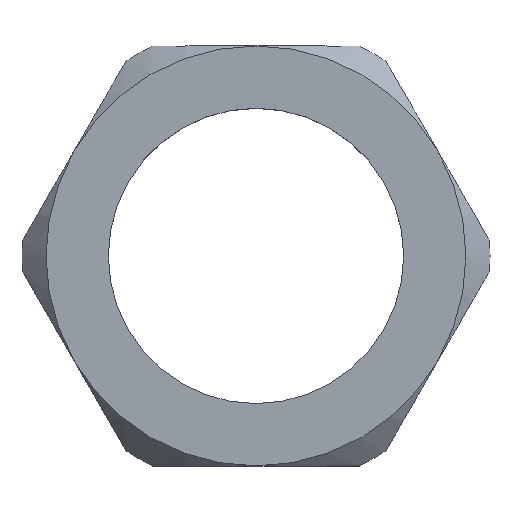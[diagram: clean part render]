
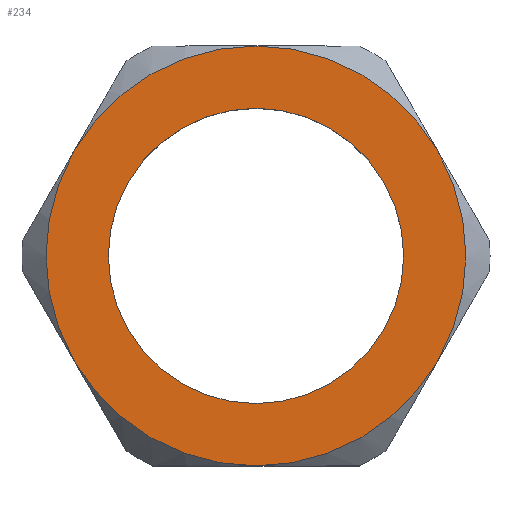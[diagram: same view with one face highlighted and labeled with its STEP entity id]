
A CAD part, top view. The second image highlights one B-rep face of the part: STEP entity #234.
In plain terms, the highlighted planar face has unit normal (0, 0, 1).
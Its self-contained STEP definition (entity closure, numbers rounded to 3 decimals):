
#1 = AXIS2_PLACEMENT_3D ( 'NONE', #460, #459, #458 ) ;
#31 = FACE_BOUND ( 'NONE', #761, .T. ) ;
#78 = FACE_OUTER_BOUND ( 'NONE', #765, .T. ) ;
#80 = AXIS2_PLACEMENT_3D ( 'NONE', #533, #526, #525 ) ;
#82 = AXIS2_PLACEMENT_3D ( 'NONE', #524, #523, #522 ) ;
#90 = AXIS2_PLACEMENT_3D ( 'NONE', #576, #575, #574 ) ;
#92 = AXIS2_PLACEMENT_3D ( 'NONE', #579, #578, #577 ) ;
#93 = AXIS2_PLACEMENT_3D ( 'NONE', #591, #587, #586 ) ;
#94 = AXIS2_PLACEMENT_3D ( 'NONE', #585, #584, #583 ) ;
#100 = AXIS2_PLACEMENT_3D ( 'NONE', #614, #613, #612 ) ;
#104 = AXIS2_PLACEMENT_3D ( 'NONE', #582, #581, #580 ) ;
#107 = AXIS2_PLACEMENT_3D ( 'NONE', #594, #593, #592 ) ;
#133 = CARTESIAN_POINT ( 'NONE',  ( 12.99, 7.5, 6. ) ) ;
#138 = CARTESIAN_POINT ( 'NONE',  ( 0., -15., 6. ) ) ;
#197 = EDGE_CURVE ( 'NONE', #833, #830, #277, .T. ) ;
#203 = EDGE_CURVE ( 'NONE', #820, #841, #273, .T. ) ;
#205 = EDGE_CURVE ( 'NONE', #830, #833, #272, .T. ) ;
#206 = EDGE_CURVE ( 'NONE', #815, #820, #271, .T. ) ;
#207 = EDGE_CURVE ( 'NONE', #841, #822, #270, .T. ) ;
#208 = EDGE_CURVE ( 'NONE', #822, #817, #269, .T. ) ;
#209 = EDGE_CURVE ( 'NONE', #817, #821, #268, .T. ) ;
#221 = EDGE_CURVE ( 'NONE', #846, #815, #267, .T. ) ;
#222 = EDGE_CURVE ( 'NONE', #821, #846, #266, .T. ) ;
#234 = ADVANCED_FACE ( 'NONE', ( #31, #78 ), #461, .T. ) ;
#266 = CIRCLE ( 'NONE', #82, 15. ) ;
#267 = CIRCLE ( 'NONE', #80, 15. ) ;
#268 = CIRCLE ( 'NONE', #90, 15. ) ;
#269 = CIRCLE ( 'NONE', #92, 15. ) ;
#270 = CIRCLE ( 'NONE', #104, 15. ) ;
#271 = CIRCLE ( 'NONE', #94, 15. ) ;
#272 = CIRCLE ( 'NONE', #93, 10.55 ) ;
#273 = CIRCLE ( 'NONE', #107, 15. ) ;
#277 = CIRCLE ( 'NONE', #100, 10.55 ) ;
#319 = CARTESIAN_POINT ( 'NONE',  ( -10.55, 0., 6. ) ) ;
#322 = CARTESIAN_POINT ( 'NONE',  ( 10.55, 0., 6. ) ) ;
#330 = CARTESIAN_POINT ( 'NONE',  ( 0., 15., 6. ) ) ;
#331 = CARTESIAN_POINT ( 'NONE',  ( -12.99, -7.5, 6. ) ) ;
#332 = CARTESIAN_POINT ( 'NONE',  ( 15., 0., 6. ) ) ;
#335 = CARTESIAN_POINT ( 'NONE',  ( -12.99, 7.5, 6. ) ) ;
#337 = CARTESIAN_POINT ( 'NONE',  ( 12.99, -7.5, 6. ) ) ;
#458 = DIRECTION ( 'NONE',  ( 1., 0., 0. ) ) ;
#459 = DIRECTION ( 'NONE',  ( 0., 0., 1. ) ) ;
#460 = CARTESIAN_POINT ( 'NONE',  ( 0., 0., 6. ) ) ;
#461 = PLANE ( 'NONE',  #1 ) ;
#522 = DIRECTION ( 'NONE',  ( 1., 0., 0. ) ) ;
#523 = DIRECTION ( 'NONE',  ( 0., 0., 1. ) ) ;
#524 = CARTESIAN_POINT ( 'NONE',  ( 0., 0., 6. ) ) ;
#525 = DIRECTION ( 'NONE',  ( 1., 0., 0. ) ) ;
#526 = DIRECTION ( 'NONE',  ( 0., 0., 1. ) ) ;
#533 = CARTESIAN_POINT ( 'NONE',  ( 0., 0., 6. ) ) ;
#574 = DIRECTION ( 'NONE',  ( 1., 0., 0. ) ) ;
#575 = DIRECTION ( 'NONE',  ( 0., 0., 1. ) ) ;
#576 = CARTESIAN_POINT ( 'NONE',  ( 0., 0., 6. ) ) ;
#577 = DIRECTION ( 'NONE',  ( 1., 0., 0. ) ) ;
#578 = DIRECTION ( 'NONE',  ( 0., 0., 1. ) ) ;
#579 = CARTESIAN_POINT ( 'NONE',  ( 0., 0., 6. ) ) ;
#580 = DIRECTION ( 'NONE',  ( 1., 0., 0. ) ) ;
#581 = DIRECTION ( 'NONE',  ( 0., 0., 1. ) ) ;
#582 = CARTESIAN_POINT ( 'NONE',  ( 0., 0., 6. ) ) ;
#583 = DIRECTION ( 'NONE',  ( 1., 0., 0. ) ) ;
#584 = DIRECTION ( 'NONE',  ( 0., 0., 1. ) ) ;
#585 = CARTESIAN_POINT ( 'NONE',  ( 0., 0., 6. ) ) ;
#586 = DIRECTION ( 'NONE',  ( 1., 0., 0. ) ) ;
#587 = DIRECTION ( 'NONE',  ( 0., 0., 1. ) ) ;
#591 = CARTESIAN_POINT ( 'NONE',  ( 0., 0., 6. ) ) ;
#592 = DIRECTION ( 'NONE',  ( 1., 0., 0. ) ) ;
#593 = DIRECTION ( 'NONE',  ( 0., 0., 1. ) ) ;
#594 = CARTESIAN_POINT ( 'NONE',  ( 0., 0., 6. ) ) ;
#612 = DIRECTION ( 'NONE',  ( 1., 0., 0. ) ) ;
#613 = DIRECTION ( 'NONE',  ( 0., 0., 1. ) ) ;
#614 = CARTESIAN_POINT ( 'NONE',  ( 0., 0., 6. ) ) ;
#750 = ORIENTED_EDGE ( 'NONE', *, *, #197, .F. ) ;
#751 = ORIENTED_EDGE ( 'NONE', *, *, #207, .T. ) ;
#752 = ORIENTED_EDGE ( 'NONE', *, *, #205, .F. ) ;
#753 = ORIENTED_EDGE ( 'NONE', *, *, #206, .T. ) ;
#754 = ORIENTED_EDGE ( 'NONE', *, *, #203, .T. ) ;
#755 = ORIENTED_EDGE ( 'NONE', *, *, #209, .T. ) ;
#756 = ORIENTED_EDGE ( 'NONE', *, *, #208, .T. ) ;
#757 = ORIENTED_EDGE ( 'NONE', *, *, #222, .T. ) ;
#758 = ORIENTED_EDGE ( 'NONE', *, *, #221, .T. ) ;
#761 = EDGE_LOOP ( 'NONE', ( #750, #752 ) ) ;
#765 = EDGE_LOOP ( 'NONE', ( #753, #754, #751, #756, #755, #757, #758 ) ) ;
#815 = VERTEX_POINT ( 'NONE', #337 ) ;
#817 = VERTEX_POINT ( 'NONE', #335 ) ;
#820 = VERTEX_POINT ( 'NONE', #332 ) ;
#821 = VERTEX_POINT ( 'NONE', #331 ) ;
#822 = VERTEX_POINT ( 'NONE', #330 ) ;
#830 = VERTEX_POINT ( 'NONE', #322 ) ;
#833 = VERTEX_POINT ( 'NONE', #319 ) ;
#841 = VERTEX_POINT ( 'NONE', #133 ) ;
#846 = VERTEX_POINT ( 'NONE', #138 ) ;
